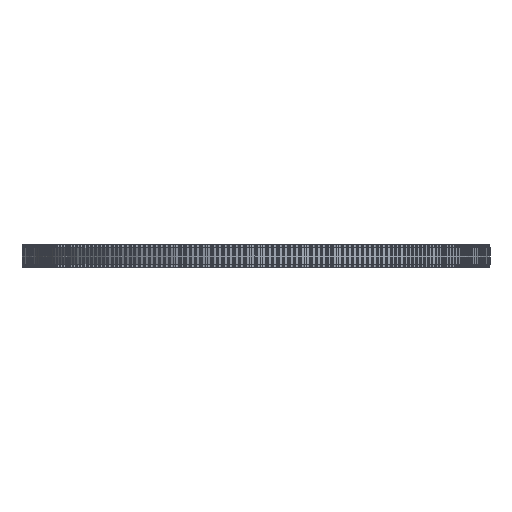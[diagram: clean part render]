
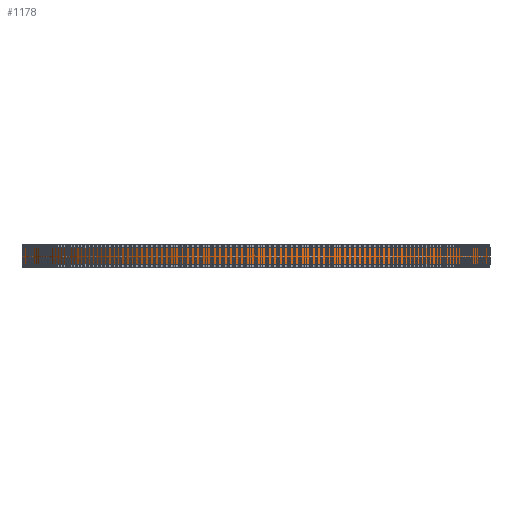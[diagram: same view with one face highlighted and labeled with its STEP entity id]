
A CAD part, front view. The second image highlights one B-rep face of the part: STEP entity #1178.
In plain terms, the highlighted cylindrical face has radius 84.034 mm (diameter 168.068 mm), a full revolution.
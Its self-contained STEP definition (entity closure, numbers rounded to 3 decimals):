
#97=FACE_BOUND('',#4352,.T.);
#98=FACE_BOUND('',#4353,.T.);
#1178=ADVANCED_FACE('',(#97,#98),#2235,.T.);
#2235=CYLINDRICAL_SURFACE('',#23375,84.034);
#4352=EDGE_LOOP('',(#12802));
#4353=EDGE_LOOP('',(#12803));
#12802=ORIENTED_EDGE('',*,*,#18086,.T.);
#12803=ORIENTED_EDGE('',*,*,#18087,.T.);
#14916=VERTEX_POINT('',#37120);
#14917=VERTEX_POINT('',#37122);
#18086=EDGE_CURVE('',#14916,#14916,#20200,.T.);
#18087=EDGE_CURVE('',#14917,#14917,#20201,.T.);
#20200=CIRCLE('',#23373,84.034);
#20201=CIRCLE('',#23374,84.034);
#23373=AXIS2_PLACEMENT_3D('',#37119,#30774,#30775);
#23374=AXIS2_PLACEMENT_3D('',#37121,#30776,#30777);
#23375=AXIS2_PLACEMENT_3D('',#37123,#30778,#30779);
#30774=DIRECTION('',(0.,0.,1.));
#30775=DIRECTION('',(1.,0.,0.));
#30776=DIRECTION('',(0.,0.,-1.));
#30777=DIRECTION('',(1.,0.,0.));
#30778=DIRECTION('',(0.,0.,1.));
#30779=DIRECTION('',(1.,0.,0.));
#37119=CARTESIAN_POINT('',(0.,0.,1.));
#37120=CARTESIAN_POINT('',(84.034,0.,1.));
#37121=CARTESIAN_POINT('',(0.,0.,7.));
#37122=CARTESIAN_POINT('',(84.034,0.,7.));
#37123=CARTESIAN_POINT('',(0.,0.,1.));
